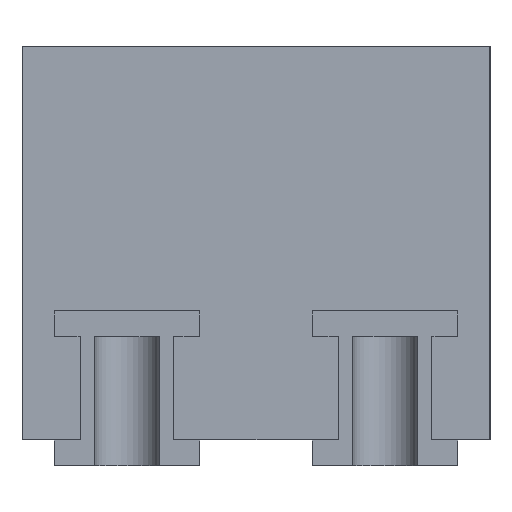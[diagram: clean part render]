
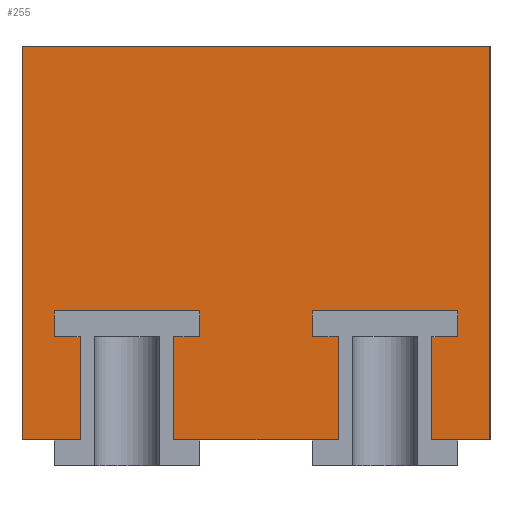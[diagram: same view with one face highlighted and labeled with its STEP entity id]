
A CAD part, left-side view. The second image highlights one B-rep face of the part: STEP entity #255.
In plain terms, the highlighted planar face has unit normal (-1, 0, 0).
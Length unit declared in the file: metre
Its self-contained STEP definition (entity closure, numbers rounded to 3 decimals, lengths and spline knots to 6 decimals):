
#255=ADVANCED_FACE('0:44',(#524),#525,.F.);
#524=FACE_OUTER_BOUND('',#852,.T.);
#525=PLANE('',#853);
#852=EDGE_LOOP('',(#1210,#1211,#1212,#1213,#1214,#1215,#1216,#1217,#1218,#1219,#1220,#1221,#1222,#1223,#1224,#1225,#1226,#1227,#1228,#1229));
#853=AXIS2_PLACEMENT_3D('',#1230,#1231,#1232);
#1210=ORIENTED_EDGE('',*,*,#2177,.T.);
#1211=ORIENTED_EDGE('',*,*,#2178,.T.);
#1212=ORIENTED_EDGE('',*,*,#2179,.T.);
#1213=ORIENTED_EDGE('',*,*,#2180,.T.);
#1214=ORIENTED_EDGE('',*,*,#2181,.T.);
#1215=ORIENTED_EDGE('',*,*,#2182,.T.);
#1216=ORIENTED_EDGE('',*,*,#2183,.T.);
#1217=ORIENTED_EDGE('',*,*,#2149,.T.);
#1218=ORIENTED_EDGE('',*,*,#2184,.F.);
#1219=ORIENTED_EDGE('',*,*,#2185,.F.);
#1220=ORIENTED_EDGE('',*,*,#2186,.F.);
#1221=ORIENTED_EDGE('',*,*,#2187,.F.);
#1222=ORIENTED_EDGE('',*,*,#2188,.F.);
#1223=ORIENTED_EDGE('',*,*,#2189,.F.);
#1224=ORIENTED_EDGE('',*,*,#2190,.F.);
#1225=ORIENTED_EDGE('',*,*,#2145,.T.);
#1226=ORIENTED_EDGE('',*,*,#2191,.F.);
#1227=ORIENTED_EDGE('',*,*,#2192,.F.);
#1228=ORIENTED_EDGE('',*,*,#2193,.T.);
#1229=ORIENTED_EDGE('',*,*,#2153,.T.);
#1230=CARTESIAN_POINT('',(-0.001225,0.000725,0.0013));
#1231=DIRECTION('',(1.0,0.,0.));
#1232=DIRECTION('',(0.,-1.0,0.));
#2145=EDGE_CURVE('0:173',#2540,#2538,#2541,.T.);
#2149=EDGE_CURVE('0:185',#2548,#2546,#2549,.T.);
#2153=EDGE_CURVE('0:197',#2556,#2554,#2557,.T.);
#2177=EDGE_CURVE('0:263',#2554,#2598,#2599,.T.);
#2178=EDGE_CURVE('0:266',#2598,#2600,#2601,.T.);
#2179=EDGE_CURVE('0:269',#2600,#2602,#2603,.T.);
#2180=EDGE_CURVE('0:272',#2602,#2604,#2605,.T.);
#2181=EDGE_CURVE('0:275',#2604,#2606,#2607,.T.);
#2182=EDGE_CURVE('0:278',#2606,#2608,#2609,.T.);
#2183=EDGE_CURVE('0:281',#2608,#2548,#2610,.T.);
#2184=EDGE_CURVE('0:284',#2611,#2546,#2612,.T.);
#2185=EDGE_CURVE('0:287',#2613,#2611,#2614,.T.);
#2186=EDGE_CURVE('0:290',#2615,#2613,#2616,.T.);
#2187=EDGE_CURVE('0:293',#2617,#2615,#2618,.T.);
#2188=EDGE_CURVE('0:296',#2619,#2617,#2620,.T.);
#2189=EDGE_CURVE('0:299',#2621,#2619,#2622,.T.);
#2190=EDGE_CURVE('0:302',#2540,#2621,#2623,.T.);
#2191=EDGE_CURVE('0:305',#2624,#2538,#2625,.T.);
#2192=EDGE_CURVE('0:308',#2626,#2624,#2627,.T.);
#2193=EDGE_CURVE('0:311',#2626,#2556,#2628,.T.);
#2538=VERTEX_POINT('NONE',#3117);
#2540=VERTEX_POINT('NONE',#3120);
#2541=LINE('',#3121,#3122);
#2546=VERTEX_POINT('NONE',#3129);
#2548=VERTEX_POINT('NONE',#3132);
#2549=LINE('',#3133,#3134);
#2554=VERTEX_POINT('NONE',#3141);
#2556=VERTEX_POINT('NONE',#3144);
#2557=LINE('',#3145,#3146);
#2598=VERTEX_POINT('NONE',#3208);
#2599=LINE('',#3209,#3210);
#2600=VERTEX_POINT('NONE',#3211);
#2601=LINE('',#3212,#3213);
#2602=VERTEX_POINT('NONE',#3214);
#2603=LINE('',#3215,#3216);
#2604=VERTEX_POINT('NONE',#3217);
#2605=LINE('',#3218,#3219);
#2606=VERTEX_POINT('NONE',#3220);
#2607=LINE('',#3221,#3222);
#2608=VERTEX_POINT('NONE',#3223);
#2609=LINE('',#3224,#3225);
#2610=LINE('',#3226,#3227);
#2611=VERTEX_POINT('NONE',#3228);
#2612=LINE('',#3229,#3230);
#2613=VERTEX_POINT('NONE',#3231);
#2614=LINE('',#3232,#3233);
#2615=VERTEX_POINT('NONE',#3234);
#2616=LINE('',#3235,#3236);
#2617=VERTEX_POINT('NONE',#3237);
#2618=LINE('',#3238,#3239);
#2619=VERTEX_POINT('NONE',#3240);
#2620=LINE('',#3241,#3242);
#2621=VERTEX_POINT('NONE',#3243);
#2622=LINE('',#3244,#3245);
#2623=LINE('',#3246,#3247);
#2624=VERTEX_POINT('NONE',#3248);
#2625=LINE('',#3249,#3250);
#2626=VERTEX_POINT('NONE',#3251);
#2627=LINE('',#3252,#3253);
#2628=LINE('',#3254,#3255);
#3117=CARTESIAN_POINT('',(-0.001225,-0.000725,0.00008));
#3120=CARTESIAN_POINT('',(-0.001225,-0.000545,0.00008));
#3121=CARTESIAN_POINT('',(-0.001225,0.000725,0.00008));
#3122=VECTOR('',#3948,1.0);
#3129=CARTESIAN_POINT('',(-0.001225,-0.000255,0.00008));
#3132=CARTESIAN_POINT('',(-0.001225,0.000255,0.00008));
#3133=CARTESIAN_POINT('',(-0.001225,0.000725,0.00008));
#3134=VECTOR('',#3952,1.0);
#3141=CARTESIAN_POINT('',(-0.001225,0.000545,0.00008));
#3144=CARTESIAN_POINT('',(-0.001225,0.000725,0.00008));
#3145=CARTESIAN_POINT('',(-0.001225,0.000725,0.00008));
#3146=VECTOR('',#3956,1.0);
#3208=CARTESIAN_POINT('',(-0.001225,0.000545,0.0004));
#3209=CARTESIAN_POINT('',(-0.001225,0.000545,0.0004));
#3210=VECTOR('',#3978,1.0);
#3211=CARTESIAN_POINT('',(-0.001225,0.000625,0.0004));
#3212=CARTESIAN_POINT('',(-0.001225,0.000625,0.0004));
#3213=VECTOR('',#3979,1.0);
#3214=CARTESIAN_POINT('',(-0.001225,0.000625,0.00048));
#3215=CARTESIAN_POINT('',(-0.001225,0.000625,0.00048));
#3216=VECTOR('',#3980,1.0);
#3217=CARTESIAN_POINT('',(-0.001225,0.000175,0.00048));
#3218=CARTESIAN_POINT('',(-0.001225,0.000175,0.00048));
#3219=VECTOR('',#3981,1.0);
#3220=CARTESIAN_POINT('',(-0.001225,0.000175,0.0004));
#3221=CARTESIAN_POINT('',(-0.001225,0.000175,0.0004));
#3222=VECTOR('',#3982,1.0);
#3223=CARTESIAN_POINT('',(-0.001225,0.000255,0.0004));
#3224=CARTESIAN_POINT('',(-0.001225,0.000255,0.0004));
#3225=VECTOR('',#3983,1.0);
#3226=CARTESIAN_POINT('',(-0.001225,0.000255,0.0004));
#3227=VECTOR('',#3984,1.0);
#3228=CARTESIAN_POINT('',(-0.001225,-0.000255,0.0004));
#3229=CARTESIAN_POINT('',(-0.001225,-0.000255,0.0004));
#3230=VECTOR('',#3985,1.0);
#3231=CARTESIAN_POINT('',(-0.001225,-0.000175,0.0004));
#3232=CARTESIAN_POINT('',(-0.001225,-0.000255,0.0004));
#3233=VECTOR('',#3986,1.0);
#3234=CARTESIAN_POINT('',(-0.001225,-0.000175,0.00048));
#3235=CARTESIAN_POINT('',(-0.001225,-0.000175,0.0004));
#3236=VECTOR('',#3987,1.0);
#3237=CARTESIAN_POINT('',(-0.001225,-0.000625,0.00048));
#3238=CARTESIAN_POINT('',(-0.001225,-0.000175,0.00048));
#3239=VECTOR('',#3988,1.0);
#3240=CARTESIAN_POINT('',(-0.001225,-0.000625,0.0004));
#3241=CARTESIAN_POINT('',(-0.001225,-0.000625,0.00048));
#3242=VECTOR('',#3989,1.0);
#3243=CARTESIAN_POINT('',(-0.001225,-0.000545,0.0004));
#3244=CARTESIAN_POINT('',(-0.001225,-0.000625,0.0004));
#3245=VECTOR('',#3990,1.0);
#3246=CARTESIAN_POINT('',(-0.001225,-0.000545,0.0004));
#3247=VECTOR('',#3991,1.0);
#3248=CARTESIAN_POINT('',(-0.001225,-0.000725,0.0013));
#3249=CARTESIAN_POINT('',(-0.001225,-0.000725,0.0013));
#3250=VECTOR('',#3992,1.0);
#3251=CARTESIAN_POINT('',(-0.001225,0.000725,0.0013));
#3252=CARTESIAN_POINT('',(-0.001225,0.000725,0.0013));
#3253=VECTOR('',#3993,1.0);
#3254=CARTESIAN_POINT('',(-0.001225,0.000725,0.0013));
#3255=VECTOR('',#3994,1.0);
#3948=DIRECTION('',(0.,-1.0,0.0));
#3952=DIRECTION('',(0.,-1.0,0.0));
#3956=DIRECTION('',(0.,-1.0,0.0));
#3978=DIRECTION('',(0.0,0.0,1.0));
#3979=DIRECTION('',(0.,1.0,0.0));
#3980=DIRECTION('',(0.0,0.0,1.0));
#3981=DIRECTION('',(0.,-1.0,0.0));
#3982=DIRECTION('',(0.0,-0.0,-1.0));
#3983=DIRECTION('',(0.,1.0,0.0));
#3984=DIRECTION('',(0.0,0.0,-1.0));
#3985=DIRECTION('',(0.0,0.0,-1.0));
#3986=DIRECTION('',(0.,-1.0,0.0));
#3987=DIRECTION('',(0.0,0.0,-1.0));
#3988=DIRECTION('',(0.,1.0,0.0));
#3989=DIRECTION('',(0.0,0.0,1.0));
#3990=DIRECTION('',(0.,-1.0,0.0));
#3991=DIRECTION('',(0.0,0.0,1.0));
#3992=DIRECTION('',(0.0,0.0,-1.0));
#3993=DIRECTION('',(0.,-1.0,0.0));
#3994=DIRECTION('',(0.0,0.0,-1.0));
